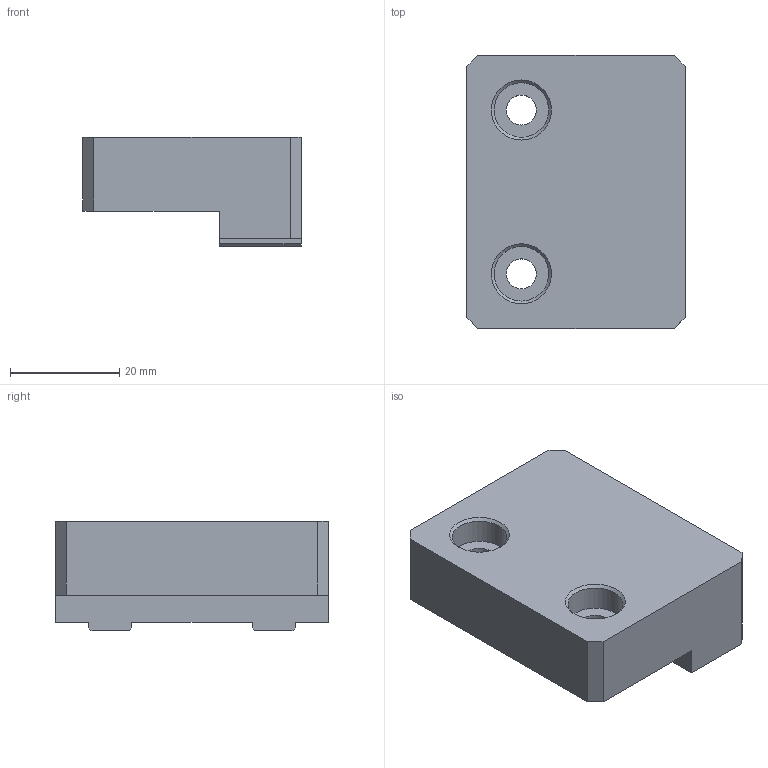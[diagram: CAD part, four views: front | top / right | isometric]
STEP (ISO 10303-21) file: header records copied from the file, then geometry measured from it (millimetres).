
FILE_DESCRIPTION(/* description */ ('Base Móvel Esticador Correia','CAx-IF Rec.Pracs.---Representation and Presentation of Product Manufacturing Information (PMI)---4.0---2014-10-13'),/* implementation_level */ '2;1');
FILE_NAME(/* name */ 'MD03-003-0808-0021.ipt.stp',/* time_stamp */ '2025-08-19T12:16:02-04:00',/* author */ ('wandr'),/* organization */ ('ELGIN'),/* preprocessor_version */ 'ST-DEVELOPER v20.1',/* originating_system */ 'Autodesk Inventor 2026',/* authorisation */ '');
FILE_SCHEMA (('AP242_MANAGED_MODEL_BASED_3D_ENGINEERING_MIM_LF { 1 0 10303 442 2 1 4 }'));
Length unit declared in the file: millimetre
Products named in the file (1): MD03-003-0808-0021
Bounding box: 40 x 50 x 20 mm (x, y, z)
Volume: 29777.1 mm3; surface area: 7603.6 mm2
Topology: 1 solids, 1 shells, 32 faces, 84 edges, 56 vertices
Faces by surface type: plane 26, cylinder 4, cone 2
Full cylindrical faces by diameter (mm): 5.5 x2, 10 x2
Entity records: 1348 total; most frequent: CARTESIAN_POINT 268, DIRECTION 200, ORIENTED_EDGE 168, EDGE_CURVE 84, LINE 72, VECTOR 72, AXIS2_PLACEMENT_3D 64, VERTEX_POINT 56
